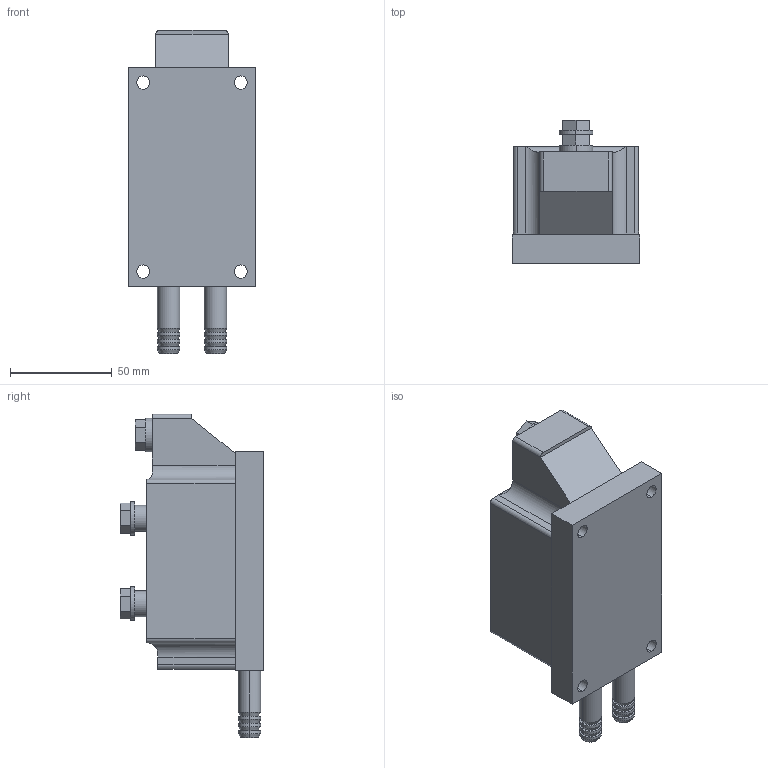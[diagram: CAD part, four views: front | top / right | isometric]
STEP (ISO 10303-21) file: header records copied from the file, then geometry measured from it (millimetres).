
FILE_DESCRIPTION (( 'STEP AP214' ), '1' );
FILE_NAME ('45MTC400-500阨濮.STEP', '2025-04-15T00:47:57', ( '' ), ( 'Microsoft' ), 'SwSTEP 2.0', 'SolidWorks 2014', '' );
FILE_SCHEMA (( 'AUTOMOTIVE_DESIGN' ));
Length unit declared in the file: millimetre
Products named in the file (1): 45MTC400-500阨濮
Bounding box: 62.5 x 70.5 x 159.1 mm (x, y, z)
Volume: 375498.7 mm3; surface area: 39945.9 mm2
Topology: 1 solids, 9 shells, 153 faces, 334 edges, 216 vertices
Faces by surface type: plane 73, cylinder 64, cone 16
Entity records: 4300 total; most frequent: DIRECTION 776, CARTESIAN_POINT 776, ORIENTED_EDGE 668, EDGE_CURVE 334, AXIS2_PLACEMENT_3D 294, VERTEX_POINT 216, VECTOR 188, LINE 188
